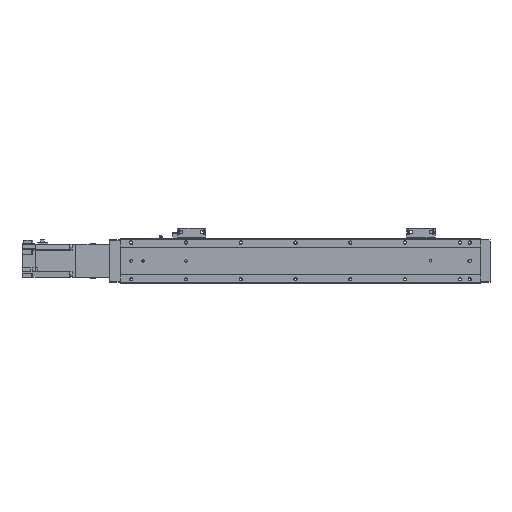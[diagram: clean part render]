
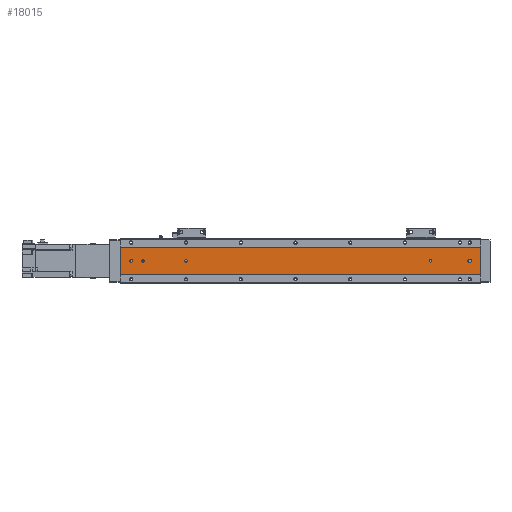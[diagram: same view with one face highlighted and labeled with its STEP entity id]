
A CAD part, front view. The second image highlights one B-rep face of the part: STEP entity #18015.
In plain terms, the highlighted planar face has unit normal (0, -1, 0).
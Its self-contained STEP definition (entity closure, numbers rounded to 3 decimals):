
#275 = DIRECTION ( 'NONE',  ( 0., 0., 1. ) ) ;
#561 = CARTESIAN_POINT ( 'NONE',  ( 637., 1., 2.5 ) ) ;
#725 = DIRECTION ( 'NONE',  ( 0., -1., 0. ) ) ;
#978 = EDGE_CURVE ( 'NONE', #27828, #6129, #22307, .T. ) ;
#1034 = CIRCLE ( 'NONE', #1993, 2.5 ) ;
#1154 = ORIENTED_EDGE ( 'NONE', *, *, #19026, .F. ) ;
#1369 = DIRECTION ( 'NONE',  ( 0., 0., -1. ) ) ;
#1537 = DIRECTION ( 'NONE',  ( -1., 0., 0. ) ) ;
#1699 = CARTESIAN_POINT ( 'NONE',  ( 41.75, 1., -2.1 ) ) ;
#1752 = DIRECTION ( 'NONE',  ( 0., -1., 0. ) ) ;
#1887 = CARTESIAN_POINT ( 'NONE',  ( 566.45, 1., 0. ) ) ;
#1993 = AXIS2_PLACEMENT_3D ( 'NONE', #15509, #1752, #24643 ) ;
#2357 = VERTEX_POINT ( 'NONE', #1699 ) ;
#3822 = DIRECTION ( 'NONE',  ( 0., 0., 1. ) ) ;
#4273 = LINE ( 'NONE', #24926, #7844 ) ;
#4306 = FACE_BOUND ( 'NONE', #14643, .T. ) ;
#4415 = DIRECTION ( 'NONE',  ( 1., 0., 0. ) ) ;
#4608 = EDGE_CURVE ( 'NONE', #2357, #29463, #11363, .T. ) ;
#5547 = DIRECTION ( 'NONE',  ( 0., -1., 0. ) ) ;
#5838 = ORIENTED_EDGE ( 'NONE', *, *, #4608, .F. ) ;
#6129 = VERTEX_POINT ( 'NONE', #12036 ) ;
#6545 = CARTESIAN_POINT ( 'NONE',  ( 658., 1., 23.876 ) ) ;
#6694 = AXIS2_PLACEMENT_3D ( 'NONE', #13987, #20873, #23113 ) ;
#6978 = DIRECTION ( 'NONE',  ( 1., 0., 0. ) ) ;
#7027 = CARTESIAN_POINT ( 'NONE',  ( 658., 1., -23.876 ) ) ;
#7566 = CARTESIAN_POINT ( 'NONE',  ( 120., 1., 0. ) ) ;
#7844 = VECTOR ( 'NONE', #4415, 1000. ) ;
#8124 = EDGE_CURVE ( 'NONE', #25426, #8788, #27687, .T. ) ;
#8516 = EDGE_LOOP ( 'NONE', ( #14973, #11834 ) ) ;
#8558 = CARTESIAN_POINT ( 'NONE',  ( 20., 1., 0. ) ) ;
#8783 = PLANE ( 'NONE',  #17876 ) ;
#8788 = VERTEX_POINT ( 'NONE', #24944 ) ;
#8969 = EDGE_LOOP ( 'NONE', ( #12125, #15123 ) ) ;
#9257 = DIRECTION ( 'NONE',  ( 0., 0., 1. ) ) ;
#9578 = ORIENTED_EDGE ( 'NONE', *, *, #10841, .F. ) ;
#9675 = DIRECTION ( 'NONE',  ( 0., 0., 1. ) ) ;
#9967 = CIRCLE ( 'NONE', #17603, 2.5 ) ;
#10081 = EDGE_CURVE ( 'NONE', #21415, #22781, #15319, .T. ) ;
#10123 = CIRCLE ( 'NONE', #11090, 2.5 ) ;
#10234 = AXIS2_PLACEMENT_3D ( 'NONE', #28744, #5547, #17344 ) ;
#10346 = DIRECTION ( 'NONE',  ( 0., 0., -1. ) ) ;
#10352 = CARTESIAN_POINT ( 'NONE',  ( 639., 1., -2.5 ) ) ;
#10841 = EDGE_CURVE ( 'NONE', #13016, #23741, #1034, .T. ) ;
#10925 = CARTESIAN_POINT ( 'NONE',  ( 658., 1., 23.876 ) ) ;
#10978 = AXIS2_PLACEMENT_3D ( 'NONE', #13381, #17273, #3822 ) ;
#11090 = AXIS2_PLACEMENT_3D ( 'NONE', #7566, #725, #275 ) ;
#11363 = CIRCLE ( 'NONE', #11835, 2.1 ) ;
#11440 = CIRCLE ( 'NONE', #10978, 2.5 ) ;
#11470 = FACE_BOUND ( 'NONE', #8516, .T. ) ;
#11677 = EDGE_CURVE ( 'NONE', #16081, #25426, #28751, .T. ) ;
#11834 = ORIENTED_EDGE ( 'NONE', *, *, #15720, .F. ) ;
#11835 = AXIS2_PLACEMENT_3D ( 'NONE', #14015, #20598, #9675 ) ;
#12036 = CARTESIAN_POINT ( 'NONE',  ( 566.45, 1., 2.1 ) ) ;
#12125 = ORIENTED_EDGE ( 'NONE', *, *, #10081, .F. ) ;
#12336 = EDGE_CURVE ( 'NONE', #6129, #27828, #26770, .T. ) ;
#12353 = ORIENTED_EDGE ( 'NONE', *, *, #12336, .F. ) ;
#12768 = DIRECTION ( 'NONE',  ( 0., 0., 1. ) ) ;
#12831 = VERTEX_POINT ( 'NONE', #18578 ) ;
#12993 = VECTOR ( 'NONE', #1537, 1000. ) ;
#13016 = VERTEX_POINT ( 'NONE', #10352 ) ;
#13381 = CARTESIAN_POINT ( 'NONE',  ( 20., 1., 0. ) ) ;
#13486 = LINE ( 'NONE', #17966, #12993 ) ;
#13567 = FACE_OUTER_BOUND ( 'NONE', #21779, .T. ) ;
#13878 = AXIS2_PLACEMENT_3D ( 'NONE', #22053, #24157, #12768 ) ;
#13987 = CARTESIAN_POINT ( 'NONE',  ( 566.45, 1., 0. ) ) ;
#14015 = CARTESIAN_POINT ( 'NONE',  ( 41.75, 1., 0. ) ) ;
#14399 = VECTOR ( 'NONE', #19404, 1000. ) ;
#14537 = CARTESIAN_POINT ( 'NONE',  ( 0., 1., 23.876 ) ) ;
#14643 = EDGE_LOOP ( 'NONE', ( #5838, #1154 ) ) ;
#14973 = ORIENTED_EDGE ( 'NONE', *, *, #17619, .F. ) ;
#15123 = ORIENTED_EDGE ( 'NONE', *, *, #21504, .F. ) ;
#15319 = CIRCLE ( 'NONE', #13878, 2.5 ) ;
#15336 = VECTOR ( 'NONE', #10346, 1000. ) ;
#15380 = CARTESIAN_POINT ( 'NONE',  ( 20., 1., 2.5 ) ) ;
#15509 = CARTESIAN_POINT ( 'NONE',  ( 639., 1., 0. ) ) ;
#15676 = FACE_BOUND ( 'NONE', #8969, .T. ) ;
#15720 = EDGE_CURVE ( 'NONE', #17862, #24123, #11440, .T. ) ;
#16081 = VERTEX_POINT ( 'NONE', #10925 ) ;
#16152 = DIRECTION ( 'NONE',  ( -1., 0., 0. ) ) ;
#16697 = VERTEX_POINT ( 'NONE', #561 ) ;
#16700 = LINE ( 'NONE', #25987, #14399 ) ;
#17016 = CARTESIAN_POINT ( 'NONE',  ( 637., 1., 0. ) ) ;
#17273 = DIRECTION ( 'NONE',  ( 0., -1., 0. ) ) ;
#17344 = DIRECTION ( 'NONE',  ( 0., 0., 1. ) ) ;
#17414 = CARTESIAN_POINT ( 'NONE',  ( 566.45, 1., -2.1 ) ) ;
#17515 = CARTESIAN_POINT ( 'NONE',  ( 658., 1., 23.876 ) ) ;
#17603 = AXIS2_PLACEMENT_3D ( 'NONE', #8558, #20778, #9257 ) ;
#17619 = EDGE_CURVE ( 'NONE', #24123, #17862, #9967, .T. ) ;
#17862 = VERTEX_POINT ( 'NONE', #15380 ) ;
#17876 = AXIS2_PLACEMENT_3D ( 'NONE', #6545, #24958, #6978 ) ;
#17943 = ORIENTED_EDGE ( 'NONE', *, *, #21046, .T. ) ;
#17962 = CARTESIAN_POINT ( 'NONE',  ( 639., 1., 2.5 ) ) ;
#17966 = CARTESIAN_POINT ( 'NONE',  ( 658., 1., 2.5 ) ) ;
#18015 = ADVANCED_FACE ( 'NONE', ( #13567, #4306, #22852, #11470, #15676, #22715 ), #8783, .F. ) ;
#18207 = CARTESIAN_POINT ( 'NONE',  ( 120., 1., -2.5 ) ) ;
#18255 = CARTESIAN_POINT ( 'NONE',  ( 41.75, 1., 2.1 ) ) ;
#18335 = ORIENTED_EDGE ( 'NONE', *, *, #19546, .F. ) ;
#18578 = CARTESIAN_POINT ( 'NONE',  ( 637., 1., -2.5 ) ) ;
#18722 = VECTOR ( 'NONE', #1369, 1000. ) ;
#18994 = CARTESIAN_POINT ( 'NONE',  ( 20., 1., -2.5 ) ) ;
#19026 = EDGE_CURVE ( 'NONE', #29463, #2357, #20256, .T. ) ;
#19055 = VERTEX_POINT ( 'NONE', #23812 ) ;
#19329 = ORIENTED_EDGE ( 'NONE', *, *, #8124, .F. ) ;
#19404 = DIRECTION ( 'NONE',  ( -1., 0., 0. ) ) ;
#19475 = EDGE_LOOP ( 'NONE', ( #29525, #12353 ) ) ;
#19546 = EDGE_CURVE ( 'NONE', #12831, #13016, #4273, .T. ) ;
#20076 = CARTESIAN_POINT ( 'NONE',  ( 658., 1., -23.876 ) ) ;
#20137 = EDGE_LOOP ( 'NONE', ( #18335, #22366, #28131, #9578 ) ) ;
#20238 = EDGE_CURVE ( 'NONE', #19055, #8788, #21877, .T. ) ;
#20256 = CIRCLE ( 'NONE', #10234, 2.1 ) ;
#20480 = ORIENTED_EDGE ( 'NONE', *, *, #11677, .F. ) ;
#20598 = DIRECTION ( 'NONE',  ( 0., -1., 0. ) ) ;
#20761 = CARTESIAN_POINT ( 'NONE',  ( 120., 1., 2.5 ) ) ;
#20778 = DIRECTION ( 'NONE',  ( 0., -1., 0. ) ) ;
#20873 = DIRECTION ( 'NONE',  ( 0., -1., 0. ) ) ;
#21046 = EDGE_CURVE ( 'NONE', #16081, #19055, #16700, .T. ) ;
#21054 = DIRECTION ( 'NONE',  ( 0., 0., 1. ) ) ;
#21415 = VERTEX_POINT ( 'NONE', #18207 ) ;
#21504 = EDGE_CURVE ( 'NONE', #22781, #21415, #10123, .T. ) ;
#21779 = EDGE_LOOP ( 'NONE', ( #25971, #19329, #20480, #17943 ) ) ;
#21877 = LINE ( 'NONE', #14537, #18722 ) ;
#22053 = CARTESIAN_POINT ( 'NONE',  ( 120., 1., 0. ) ) ;
#22307 = CIRCLE ( 'NONE', #26129, 2.1 ) ;
#22366 = ORIENTED_EDGE ( 'NONE', *, *, #24469, .F. ) ;
#22538 = DIRECTION ( 'NONE',  ( 0., -1., 0. ) ) ;
#22715 = FACE_BOUND ( 'NONE', #20137, .T. ) ;
#22723 = AXIS2_PLACEMENT_3D ( 'NONE', #17016, #26161, #21054 ) ;
#22781 = VERTEX_POINT ( 'NONE', #20761 ) ;
#22852 = FACE_BOUND ( 'NONE', #19475, .T. ) ;
#23113 = DIRECTION ( 'NONE',  ( 0., 0., 1. ) ) ;
#23741 = VERTEX_POINT ( 'NONE', #17962 ) ;
#23812 = CARTESIAN_POINT ( 'NONE',  ( 0., 1., 23.876 ) ) ;
#24123 = VERTEX_POINT ( 'NONE', #18994 ) ;
#24153 = CIRCLE ( 'NONE', #22723, 2.5 ) ;
#24157 = DIRECTION ( 'NONE',  ( 0., -1., 0. ) ) ;
#24469 = EDGE_CURVE ( 'NONE', #16697, #12831, #24153, .T. ) ;
#24639 = DIRECTION ( 'NONE',  ( 0., 0., 1. ) ) ;
#24643 = DIRECTION ( 'NONE',  ( 0., 0., 1. ) ) ;
#24926 = CARTESIAN_POINT ( 'NONE',  ( 658., 1., -2.5 ) ) ;
#24944 = CARTESIAN_POINT ( 'NONE',  ( 0., 1., -23.876 ) ) ;
#24958 = DIRECTION ( 'NONE',  ( 0., 1., 0. ) ) ;
#25145 = EDGE_CURVE ( 'NONE', #23741, #16697, #13486, .T. ) ;
#25426 = VERTEX_POINT ( 'NONE', #20076 ) ;
#25971 = ORIENTED_EDGE ( 'NONE', *, *, #20238, .T. ) ;
#25987 = CARTESIAN_POINT ( 'NONE',  ( 658., 1., 23.876 ) ) ;
#26129 = AXIS2_PLACEMENT_3D ( 'NONE', #1887, #22538, #24639 ) ;
#26161 = DIRECTION ( 'NONE',  ( 0., -1., 0. ) ) ;
#26740 = VECTOR ( 'NONE', #16152, 1000. ) ;
#26770 = CIRCLE ( 'NONE', #6694, 2.1 ) ;
#27687 = LINE ( 'NONE', #7027, #26740 ) ;
#27828 = VERTEX_POINT ( 'NONE', #17414 ) ;
#28131 = ORIENTED_EDGE ( 'NONE', *, *, #25145, .F. ) ;
#28744 = CARTESIAN_POINT ( 'NONE',  ( 41.75, 1., 0. ) ) ;
#28751 = LINE ( 'NONE', #17515, #15336 ) ;
#29463 = VERTEX_POINT ( 'NONE', #18255 ) ;
#29525 = ORIENTED_EDGE ( 'NONE', *, *, #978, .F. ) ;
